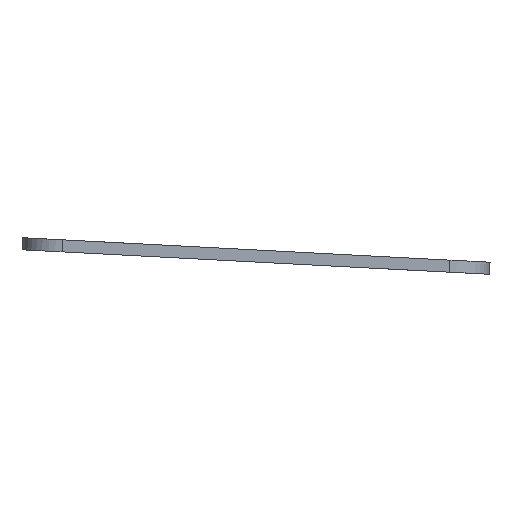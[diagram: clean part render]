
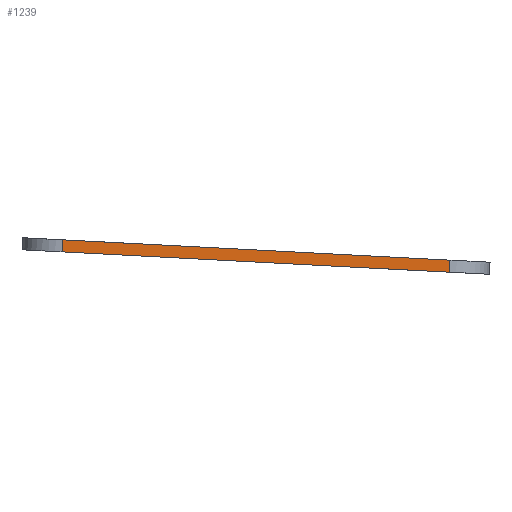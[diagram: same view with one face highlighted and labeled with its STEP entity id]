
A CAD part, left-side view. The second image highlights one B-rep face of the part: STEP entity #1239.
In plain terms, the highlighted planar face has unit normal (-1, 0, 0).
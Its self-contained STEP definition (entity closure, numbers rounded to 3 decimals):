
#56=PLANE('',#1398);
#113=FACE_OUTER_BOUND('',#188,.T.);
#188=EDGE_LOOP('',(#1053,#1054,#1055,#1056));
#225=LINE('',#1902,#317);
#296=LINE('',#2148,#388);
#297=LINE('',#2151,#389);
#298=LINE('',#2152,#390);
#317=VECTOR('',#1519,10.);
#388=VECTOR('',#1774,10.);
#389=VECTOR('',#1777,10.);
#390=VECTOR('',#1778,10.);
#514=VERTEX_POINT('',#1899);
#515=VERTEX_POINT('',#1901);
#598=VERTEX_POINT('',#2146);
#599=VERTEX_POINT('',#2150);
#647=EDGE_CURVE('',#515,#514,#225,.T.);
#771=EDGE_CURVE('',#515,#598,#296,.T.);
#772=EDGE_CURVE('',#599,#514,#297,.T.);
#773=EDGE_CURVE('',#598,#599,#298,.T.);
#1053=ORIENTED_EDGE('',*,*,#771,.F.);
#1054=ORIENTED_EDGE('',*,*,#647,.T.);
#1055=ORIENTED_EDGE('',*,*,#772,.F.);
#1056=ORIENTED_EDGE('',*,*,#773,.F.);
#1239=ADVANCED_FACE('',(#113),#56,.T.);
#1398=AXIS2_PLACEMENT_3D('',#2149,#1775,#1776);
#1519=DIRECTION('',(0.,0.999,0.052));
#1774=DIRECTION('',(0.,0.052,-0.999));
#1775=DIRECTION('center_axis',(-1.,0.,0.));
#1776=DIRECTION('ref_axis',(0.,0.999,0.052));
#1777=DIRECTION('',(0.,-0.052,0.999));
#1778=DIRECTION('',(0.,0.999,0.052));
#1899=CARTESIAN_POINT('',(-162.909,46.624,20.555));
#1901=CARTESIAN_POINT('',(-162.909,-49.544,15.516));
#1902=CARTESIAN_POINT('',(-162.909,-30.495,16.514));
#2146=CARTESIAN_POINT('',(-162.909,-49.387,12.52));
#2148=CARTESIAN_POINT('',(-162.909,-49.549,15.615));
#2149=CARTESIAN_POINT('Origin',(-162.909,-59.535,15.092));
#2150=CARTESIAN_POINT('',(-162.909,46.781,17.56));
#2151=CARTESIAN_POINT('',(-162.909,46.619,20.655));
#2152=CARTESIAN_POINT('',(-162.909,-59.373,11.996));
